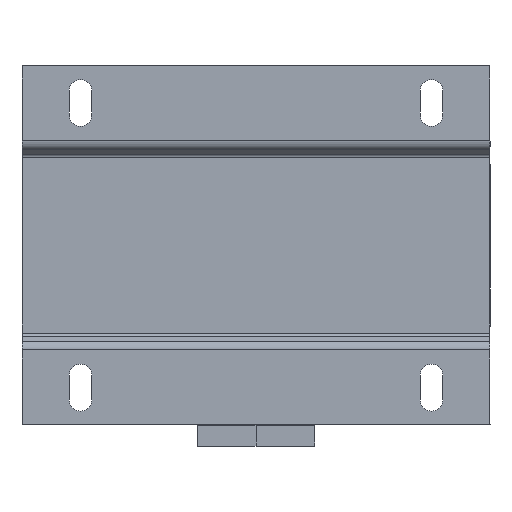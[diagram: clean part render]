
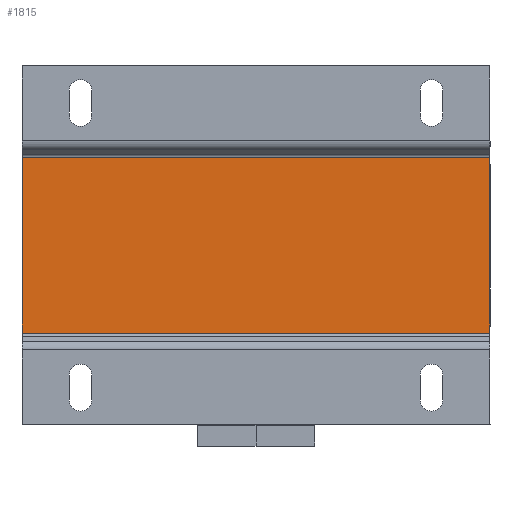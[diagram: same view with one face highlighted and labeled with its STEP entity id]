
A CAD part, front view. The second image highlights one B-rep face of the part: STEP entity #1815.
In plain terms, the highlighted planar face has unit normal (0, -1, 0).
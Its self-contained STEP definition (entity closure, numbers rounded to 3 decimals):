
#183 = CARTESIAN_POINT ( 'NONE',  ( 0., -51.5, -22.5 ) ) ;
#364 = EDGE_CURVE ( 'Defeature ausgef�hrt1_90+Defeature ausgef�hrt1_97+Defeature ausgef�hrt1_87+Defeature ausgef�hrt1_89', #1132, #1734, #5380, .T. ) ;
#490 = PLANE ( 'NONE',  #8764 ) ;
#701 = CARTESIAN_POINT ( 'NONE',  ( 0., -51.5, 22.5 ) ) ;
#1132 = VERTEX_POINT ( 'NONE', #5808 ) ;
#1182 = DIRECTION ( 'NONE',  ( -1., 0., 0. ) ) ;
#1363 = CARTESIAN_POINT ( 'NONE',  ( -60., -51.5, -46. ) ) ;
#1394 = CARTESIAN_POINT ( 'NONE',  ( -60., -51.5, 22.5 ) ) ;
#1734 = VERTEX_POINT ( 'NONE', #5432 ) ;
#1815 = ADVANCED_FACE ( 'Defeature ausgef�hrt1_90', ( #4425 ), #490, .F. ) ;
#2141 = ORIENTED_EDGE ( 'NONE', *, *, #364, .T. ) ;
#2232 = DIRECTION ( 'NONE',  ( 1., 0., 0. ) ) ;
#2322 = CARTESIAN_POINT ( 'NONE',  ( 60., -51.5, -46. ) ) ;
#2741 = DIRECTION ( 'NONE',  ( 0., 0., 1. ) ) ;
#2860 = ORIENTED_EDGE ( 'NONE', *, *, #4068, .F. ) ;
#3547 = VECTOR ( 'NONE', #2232, 1000. ) ;
#4051 = VECTOR ( 'NONE', #5434, 1000. ) ;
#4068 = EDGE_CURVE ( 'Defeature ausgef�hrt1_110+Defeature ausgef�hrt1_90+Defeature ausgef�hrt1_108+Defeature ausgef�hrt1_109', #7093, #8089, #6319, .T. ) ;
#4425 = FACE_OUTER_BOUND ( 'NONE', #5512, .T. ) ;
#4592 = CARTESIAN_POINT ( 'NONE',  ( 0., -51.5, 0. ) ) ;
#5380 = LINE ( 'NONE', #183, #3547 ) ;
#5432 = CARTESIAN_POINT ( 'NONE',  ( 60., -51.5, -22.5 ) ) ;
#5434 = DIRECTION ( 'NONE',  ( 1., 0., 0. ) ) ;
#5505 = EDGE_CURVE ( 'Defeature ausgef�hrt1_89+Defeature ausgef�hrt1_90+Defeature ausgef�hrt1_109+Defeature ausgef�hrt1_96', #8089, #1734, #6396, .T. ) ;
#5512 = EDGE_LOOP ( 'NONE', ( #2860, #8307, #2141, #8916 ) ) ;
#5808 = CARTESIAN_POINT ( 'NONE',  ( -60., -51.5, -22.5 ) ) ;
#6055 = DIRECTION ( 'NONE',  ( 0., 1., 0. ) ) ;
#6319 = LINE ( 'NONE', #701, #4051 ) ;
#6396 = LINE ( 'NONE', #2322, #7053 ) ;
#7053 = VECTOR ( 'NONE', #7885, 1000. ) ;
#7067 = EDGE_CURVE ( 'Defeature ausgef�hrt1_87+Defeature ausgef�hrt1_90+Defeature ausgef�hrt1_95+Defeature ausgef�hrt1_108', #1132, #7093, #8709, .T. ) ;
#7093 = VERTEX_POINT ( 'NONE', #1394 ) ;
#7885 = DIRECTION ( 'NONE',  ( 0., 0., -1. ) ) ;
#8089 = VERTEX_POINT ( 'NONE', #8443 ) ;
#8307 = ORIENTED_EDGE ( 'NONE', *, *, #7067, .F. ) ;
#8443 = CARTESIAN_POINT ( 'NONE',  ( 60., -51.5, 22.5 ) ) ;
#8709 = LINE ( 'NONE', #1363, #8927 ) ;
#8764 = AXIS2_PLACEMENT_3D ( 'NONE', #4592, #6055, #1182 ) ;
#8916 = ORIENTED_EDGE ( 'NONE', *, *, #5505, .F. ) ;
#8927 = VECTOR ( 'NONE', #2741, 1000. ) ;
